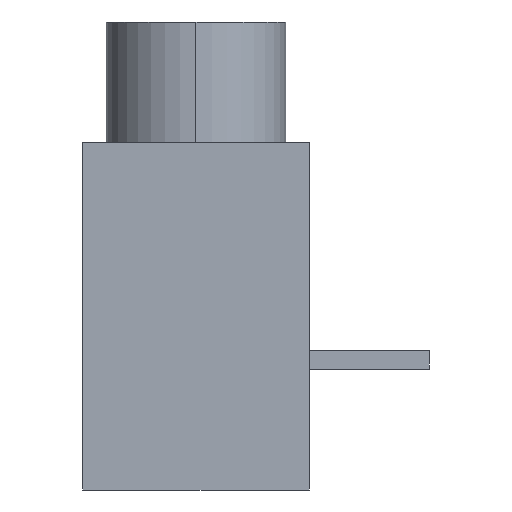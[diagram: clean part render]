
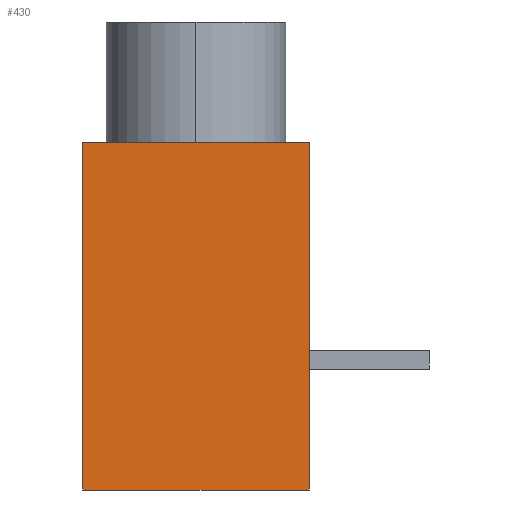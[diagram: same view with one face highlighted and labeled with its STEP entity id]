
A CAD part, left-side view. The second image highlights one B-rep face of the part: STEP entity #430.
In plain terms, the highlighted planar face has unit normal (-1, 0, 0).
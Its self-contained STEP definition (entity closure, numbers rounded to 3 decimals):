
#29 = ORIENTED_EDGE ( 'NONE', *, *, #278, .T. ) ;
#74 = CARTESIAN_POINT ( 'NONE',  ( 0., 0., 0. ) ) ;
#77 = CARTESIAN_POINT ( 'NONE',  ( 0., 6., 0. ) ) ;
#83 = DIRECTION ( 'NONE',  ( 0., 0., -1. ) ) ;
#111 = PLANE ( 'NONE',  #219 ) ;
#137 = VECTOR ( 'NONE', #215, 1000. ) ;
#138 = CARTESIAN_POINT ( 'NONE',  ( 0., 6., 0. ) ) ;
#142 = VERTEX_POINT ( 'NONE', #138 ) ;
#195 = VECTOR ( 'NONE', #83, 1000. ) ;
#198 = VERTEX_POINT ( 'NONE', #74 ) ;
#204 = EDGE_LOOP ( 'NONE', ( #467, #306, #361, #29 ) ) ;
#215 = DIRECTION ( 'NONE',  ( 0., 0., -1. ) ) ;
#216 = DIRECTION ( 'NONE',  ( 0., 0., 1. ) ) ;
#219 = AXIS2_PLACEMENT_3D ( 'NONE', #274, #452, #216 ) ;
#269 = EDGE_CURVE ( 'NONE', #142, #297, #577, .T. ) ;
#274 = CARTESIAN_POINT ( 'NONE',  ( 0., 6., 0. ) ) ;
#278 = EDGE_CURVE ( 'NONE', #297, #546, #416, .T. ) ;
#297 = VERTEX_POINT ( 'NONE', #373 ) ;
#306 = ORIENTED_EDGE ( 'NONE', *, *, #542, .F. ) ;
#322 = LINE ( 'NONE', #380, #195 ) ;
#331 = DIRECTION ( 'NONE',  ( 0., -1., 0. ) ) ;
#361 = ORIENTED_EDGE ( 'NONE', *, *, #269, .T. ) ;
#373 = CARTESIAN_POINT ( 'NONE',  ( 0., 6., -9.2 ) ) ;
#380 = CARTESIAN_POINT ( 'NONE',  ( 0., 0., 0. ) ) ;
#409 = VECTOR ( 'NONE', #583, 1000. ) ;
#416 = LINE ( 'NONE', #424, #409 ) ;
#424 = CARTESIAN_POINT ( 'NONE',  ( 0., 6., -9.2 ) ) ;
#430 = ADVANCED_FACE ( 'NONE', ( #584 ), #111, .T. ) ;
#452 = DIRECTION ( 'NONE',  ( -1., 0., 0. ) ) ;
#467 = ORIENTED_EDGE ( 'NONE', *, *, #475, .F. ) ;
#475 = EDGE_CURVE ( 'NONE', #198, #546, #322, .T. ) ;
#481 = CARTESIAN_POINT ( 'NONE',  ( 0., 6., 0. ) ) ;
#491 = LINE ( 'NONE', #77, #540 ) ;
#540 = VECTOR ( 'NONE', #331, 1000. ) ;
#542 = EDGE_CURVE ( 'NONE', #142, #198, #491, .T. ) ;
#546 = VERTEX_POINT ( 'NONE', #548 ) ;
#548 = CARTESIAN_POINT ( 'NONE',  ( 0., 0., -9.2 ) ) ;
#577 = LINE ( 'NONE', #481, #137 ) ;
#583 = DIRECTION ( 'NONE',  ( 0., -1., 0. ) ) ;
#584 = FACE_OUTER_BOUND ( 'NONE', #204, .T. ) ;
